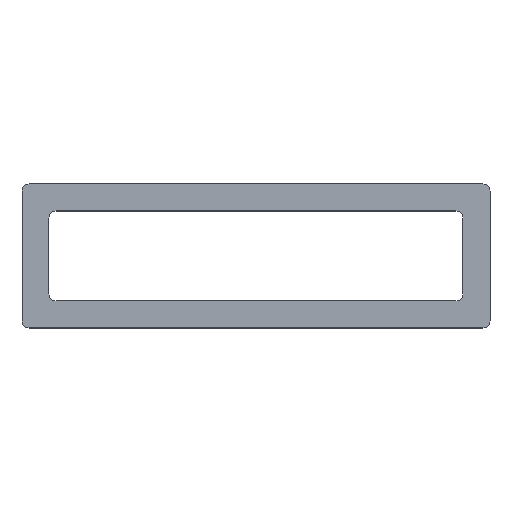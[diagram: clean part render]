
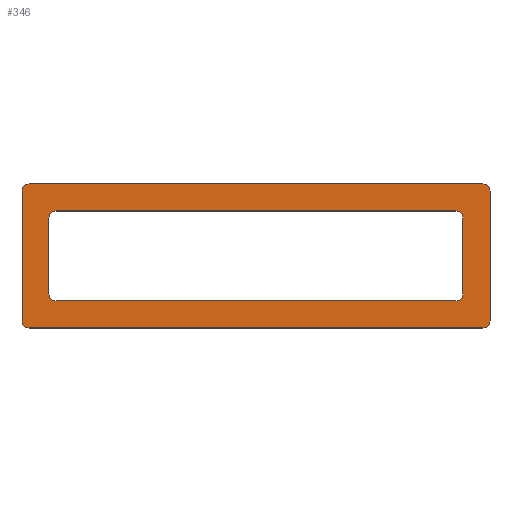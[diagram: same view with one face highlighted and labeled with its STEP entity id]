
A CAD part, top view. The second image highlights one B-rep face of the part: STEP entity #346.
In plain terms, the highlighted planar face has unit normal (0, 0, 1).
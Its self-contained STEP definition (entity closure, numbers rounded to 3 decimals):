
#16=FACE_BOUND('',#64,.T.);
#26=PLANE('',#382);
#44=FACE_OUTER_BOUND('',#63,.T.);
#63=EDGE_LOOP('',(#305,#306,#307,#308,#309,#310,#311,#312));
#64=EDGE_LOOP('',(#313,#314,#315,#316,#317,#318,#319,#320));
#67=LINE('',#497,#99);
#73=LINE('',#512,#105);
#78=LINE('',#527,#110);
#86=LINE('',#554,#118);
#88=LINE('',#561,#120);
#91=LINE('',#568,#123);
#94=LINE('',#576,#126);
#96=LINE('',#582,#128);
#99=VECTOR('',#395,10.);
#105=VECTOR('',#409,10.);
#110=VECTOR('',#422,10.);
#118=VECTOR('',#448,10.);
#120=VECTOR('',#456,10.);
#123=VECTOR('',#465,10.);
#126=VECTOR('',#474,10.);
#128=VECTOR('',#482,10.);
#129=CIRCLE('',#350,2.);
#131=CIRCLE('',#354,2.);
#133=CIRCLE('',#358,2.);
#140=CIRCLE('',#368,2.);
#141=CIRCLE('',#371,2.);
#142=CIRCLE('',#374,2.);
#143=CIRCLE('',#377,2.);
#144=CIRCLE('',#380,2.);
#145=VERTEX_POINT('',#487);
#146=VERTEX_POINT('',#488);
#149=VERTEX_POINT('',#496);
#151=VERTEX_POINT('',#502);
#152=VERTEX_POINT('',#503);
#155=VERTEX_POINT('',#514);
#156=VERTEX_POINT('',#515);
#160=VERTEX_POINT('',#525);
#169=VERTEX_POINT('',#548);
#170=VERTEX_POINT('',#552);
#171=VERTEX_POINT('',#556);
#172=VERTEX_POINT('',#560);
#173=VERTEX_POINT('',#564);
#174=VERTEX_POINT('',#570);
#175=VERTEX_POINT('',#571);
#176=VERTEX_POINT('',#578);
#177=EDGE_CURVE('',#145,#146,#129,.T.);
#181=EDGE_CURVE('',#149,#146,#67,.T.);
#184=EDGE_CURVE('',#151,#152,#131,.T.);
#189=EDGE_CURVE('',#145,#152,#73,.T.);
#190=EDGE_CURVE('',#155,#156,#133,.T.);
#196=EDGE_CURVE('',#155,#160,#78,.T.);
#207=EDGE_CURVE('',#169,#160,#140,.T.);
#210=EDGE_CURVE('',#169,#170,#86,.T.);
#211=EDGE_CURVE('',#149,#171,#141,.T.);
#213=EDGE_CURVE('',#172,#171,#88,.T.);
#215=EDGE_CURVE('',#172,#173,#142,.T.);
#217=EDGE_CURVE('',#151,#173,#91,.T.);
#218=EDGE_CURVE('',#174,#175,#143,.T.);
#221=EDGE_CURVE('',#174,#156,#94,.T.);
#222=EDGE_CURVE('',#176,#170,#144,.T.);
#224=EDGE_CURVE('',#176,#175,#96,.T.);
#305=ORIENTED_EDGE('',*,*,#190,.F.);
#306=ORIENTED_EDGE('',*,*,#196,.T.);
#307=ORIENTED_EDGE('',*,*,#207,.F.);
#308=ORIENTED_EDGE('',*,*,#210,.T.);
#309=ORIENTED_EDGE('',*,*,#222,.F.);
#310=ORIENTED_EDGE('',*,*,#224,.T.);
#311=ORIENTED_EDGE('',*,*,#218,.F.);
#312=ORIENTED_EDGE('',*,*,#221,.T.);
#313=ORIENTED_EDGE('',*,*,#189,.T.);
#314=ORIENTED_EDGE('',*,*,#184,.F.);
#315=ORIENTED_EDGE('',*,*,#217,.T.);
#316=ORIENTED_EDGE('',*,*,#215,.F.);
#317=ORIENTED_EDGE('',*,*,#213,.T.);
#318=ORIENTED_EDGE('',*,*,#211,.F.);
#319=ORIENTED_EDGE('',*,*,#181,.T.);
#320=ORIENTED_EDGE('',*,*,#177,.F.);
#346=ADVANCED_FACE('',(#44,#16),#26,.T.);
#350=AXIS2_PLACEMENT_3D('',#489,#387,#388);
#354=AXIS2_PLACEMENT_3D('',#504,#400,#401);
#358=AXIS2_PLACEMENT_3D('',#516,#412,#413);
#368=AXIS2_PLACEMENT_3D('',#549,#442,#443);
#371=AXIS2_PLACEMENT_3D('',#557,#451,#452);
#374=AXIS2_PLACEMENT_3D('',#565,#460,#461);
#377=AXIS2_PLACEMENT_3D('',#572,#468,#469);
#380=AXIS2_PLACEMENT_3D('',#579,#477,#478);
#382=AXIS2_PLACEMENT_3D('',#583,#483,#484);
#387=DIRECTION('center_axis',(0.,0.,1.));
#388=DIRECTION('ref_axis',(0.707,0.707,0.));
#395=DIRECTION('',(1.,0.,0.));
#400=DIRECTION('center_axis',(0.,0.,1.));
#401=DIRECTION('ref_axis',(0.707,-0.707,0.));
#409=DIRECTION('',(0.,-1.,0.));
#412=DIRECTION('center_axis',(0.,0.,-1.));
#413=DIRECTION('ref_axis',(0.707,-0.707,0.));
#422=DIRECTION('',(0.,1.,0.));
#442=DIRECTION('center_axis',(0.,0.,-1.));
#443=DIRECTION('ref_axis',(0.707,0.707,0.));
#448=DIRECTION('',(-1.,0.,0.));
#451=DIRECTION('center_axis',(0.,0.,1.));
#452=DIRECTION('ref_axis',(-0.707,0.707,0.));
#456=DIRECTION('',(0.,1.,0.));
#460=DIRECTION('center_axis',(0.,0.,1.));
#461=DIRECTION('ref_axis',(-0.707,-0.707,0.));
#465=DIRECTION('',(-1.,0.,0.));
#468=DIRECTION('center_axis',(0.,0.,-1.));
#469=DIRECTION('ref_axis',(-0.707,-0.707,0.));
#474=DIRECTION('',(1.,0.,0.));
#477=DIRECTION('center_axis',(0.,0.,-1.));
#478=DIRECTION('ref_axis',(-0.707,0.707,0.));
#482=DIRECTION('',(0.,-1.,0.));
#483=DIRECTION('center_axis',(0.,0.,1.));
#484=DIRECTION('ref_axis',(1.,0.,0.));
#487=CARTESIAN_POINT('',(122.5,30.5,2.));
#488=CARTESIAN_POINT('',(120.5,32.5,2.));
#489=CARTESIAN_POINT('Origin',(120.5,30.5,2.));
#496=CARTESIAN_POINT('',(9.5,32.5,2.));
#497=CARTESIAN_POINT('',(36.25,32.5,2.));
#502=CARTESIAN_POINT('',(120.5,7.5,2.));
#503=CARTESIAN_POINT('',(122.5,9.5,2.));
#504=CARTESIAN_POINT('Origin',(120.5,9.5,2.));
#512=CARTESIAN_POINT('',(122.5,26.25,2.));
#514=CARTESIAN_POINT('',(130.,2.,2.));
#515=CARTESIAN_POINT('',(128.,0.,2.));
#516=CARTESIAN_POINT('Origin',(128.,2.,2.));
#525=CARTESIAN_POINT('',(130.,38.,2.));
#527=CARTESIAN_POINT('',(130.,0.,2.));
#548=CARTESIAN_POINT('',(128.,40.,2.));
#549=CARTESIAN_POINT('Origin',(128.,38.,2.));
#552=CARTESIAN_POINT('',(2.,40.,2.));
#554=CARTESIAN_POINT('',(130.,40.,2.));
#556=CARTESIAN_POINT('',(7.5,30.5,2.));
#557=CARTESIAN_POINT('Origin',(9.5,30.5,2.));
#560=CARTESIAN_POINT('',(7.5,9.5,2.));
#561=CARTESIAN_POINT('',(7.5,13.75,2.));
#564=CARTESIAN_POINT('',(9.5,7.5,2.));
#565=CARTESIAN_POINT('Origin',(9.5,9.5,2.));
#568=CARTESIAN_POINT('',(93.75,7.5,2.));
#570=CARTESIAN_POINT('',(2.,0.,2.));
#571=CARTESIAN_POINT('',(0.,2.,2.));
#572=CARTESIAN_POINT('Origin',(2.,2.,2.));
#576=CARTESIAN_POINT('',(0.,0.,2.));
#578=CARTESIAN_POINT('',(0.,38.,2.));
#579=CARTESIAN_POINT('Origin',(2.,38.,2.));
#582=CARTESIAN_POINT('',(0.,40.,2.));
#583=CARTESIAN_POINT('Origin',(65.,20.,2.));
